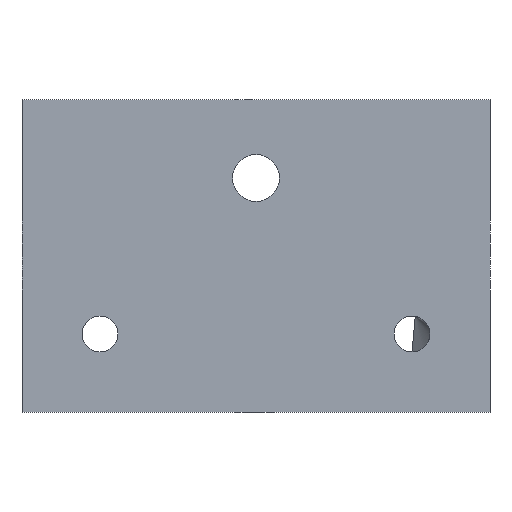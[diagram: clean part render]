
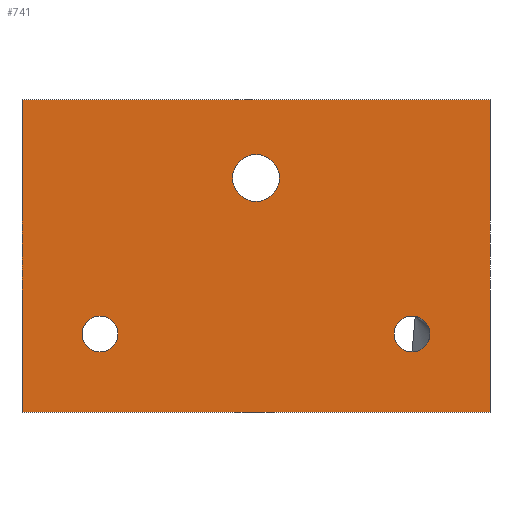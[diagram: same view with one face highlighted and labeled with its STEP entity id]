
A CAD part, front view. The second image highlights one B-rep face of the part: STEP entity #741.
In plain terms, the highlighted planar face has unit normal (0, -1, 0).
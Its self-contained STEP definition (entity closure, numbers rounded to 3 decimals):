
#84=CARTESIAN_POINT('',(148.971,255.462,20.));
#85=VERTEX_POINT('',#84);
#92=CARTESIAN_POINT('',(118.971,255.462,20.));
#93=VERTEX_POINT('',#92);
#94=CARTESIAN_POINT('',(118.971,255.462,20.));
#95=DIRECTION('',(1.,-0.,-0.));
#96=VECTOR('',#95,30.);
#97=LINE('',#94,#96);
#98=EDGE_CURVE('',#93,#85,#97,.T.);
#550=CARTESIAN_POINT('',(118.971,255.462,40.));
#551=VERTEX_POINT('',#550);
#558=CARTESIAN_POINT('',(148.971,255.462,40.));
#559=VERTEX_POINT('',#558);
#560=CARTESIAN_POINT('',(148.971,255.462,40.));
#561=DIRECTION('',(-1.,0.,0.));
#562=VECTOR('',#561,30.);
#563=LINE('',#560,#562);
#564=EDGE_CURVE('',#559,#551,#563,.T.);
#582=CARTESIAN_POINT('',(133.971,255.462,33.5));
#583=VERTEX_POINT('',#582);
#607=CARTESIAN_POINT('',(133.971,255.462,36.5));
#608=VERTEX_POINT('',#607);
#609=CARTESIAN_POINT('',(133.971,255.462,35.));
#610=DIRECTION('',(0.,1.,0.));
#611=DIRECTION('',(0.,-0.,1.));
#612=AXIS2_PLACEMENT_3D('',#609,#610,#611);
#613=CIRCLE('',#612,1.5);
#614=EDGE_CURVE('',#608,#583,#613,.T.);
#616=CARTESIAN_POINT('',(133.971,255.462,35.));
#617=DIRECTION('',(0.,1.,0.));
#618=DIRECTION('',(0.,-0.,1.));
#619=AXIS2_PLACEMENT_3D('',#616,#617,#618);
#620=CIRCLE('',#619,1.5);
#621=EDGE_CURVE('',#583,#608,#620,.T.);
#639=CARTESIAN_POINT('',(123.971,255.462,23.85));
#640=VERTEX_POINT('',#639);
#647=CARTESIAN_POINT('',(123.971,255.462,25.));
#648=DIRECTION('',(0.,-1.,0.));
#649=DIRECTION('',(0.,0.,-1.));
#650=AXIS2_PLACEMENT_3D('',#647,#648,#649);
#651=CIRCLE('',#650,1.15);
#652=EDGE_CURVE('',#640,#640,#651,.T.);
#683=CARTESIAN_POINT('',(143.971,255.462,23.85));
#684=VERTEX_POINT('',#683);
#691=CARTESIAN_POINT('',(143.971,255.462,25.));
#692=DIRECTION('',(0.,-1.,0.));
#693=DIRECTION('',(0.,0.,-1.));
#694=AXIS2_PLACEMENT_3D('',#691,#692,#693);
#695=CIRCLE('',#694,1.15);
#696=EDGE_CURVE('',#684,#684,#695,.T.);
#710=CARTESIAN_POINT('',(1147.943,255.462,-1.5));
#711=DIRECTION('',(0.,1.,0.));
#712=DIRECTION('',(0.,0.,-1.));
#713=AXIS2_PLACEMENT_3D('',#710,#711,#712);
#714=PLANE('',#713);
#715=ORIENTED_EDGE('',*,*,#696,.F.);
#716=EDGE_LOOP('',(#715));
#717=FACE_BOUND('',#716,.T.);
#718=ORIENTED_EDGE('',*,*,#652,.F.);
#719=EDGE_LOOP('',(#718));
#720=FACE_BOUND('',#719,.T.);
#721=ORIENTED_EDGE('',*,*,#614,.T.);
#722=ORIENTED_EDGE('',*,*,#621,.T.);
#723=EDGE_LOOP('',(#721,#722));
#724=FACE_BOUND('',#723,.T.);
#725=ORIENTED_EDGE('',*,*,#98,.T.);
#726=CARTESIAN_POINT('',(148.971,255.462,20.));
#727=DIRECTION('',(-0.,-0.,1.));
#728=VECTOR('',#727,20.);
#729=LINE('',#726,#728);
#730=EDGE_CURVE('',#85,#559,#729,.T.);
#731=ORIENTED_EDGE('',*,*,#730,.T.);
#732=ORIENTED_EDGE('',*,*,#564,.T.);
#733=CARTESIAN_POINT('',(118.971,255.462,40.));
#734=DIRECTION('',(0.,0.,-1.));
#735=VECTOR('',#734,20.);
#736=LINE('',#733,#735);
#737=EDGE_CURVE('',#551,#93,#736,.T.);
#738=ORIENTED_EDGE('',*,*,#737,.T.);
#739=EDGE_LOOP('',(#725,#731,#732,#738));
#740=FACE_BOUND('',#739,.T.);
#741=ADVANCED_FACE('',(#717,#720,#724,#740),#714,.F.);
